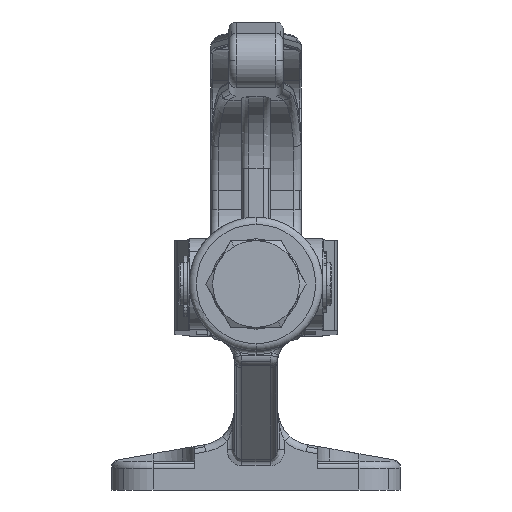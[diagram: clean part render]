
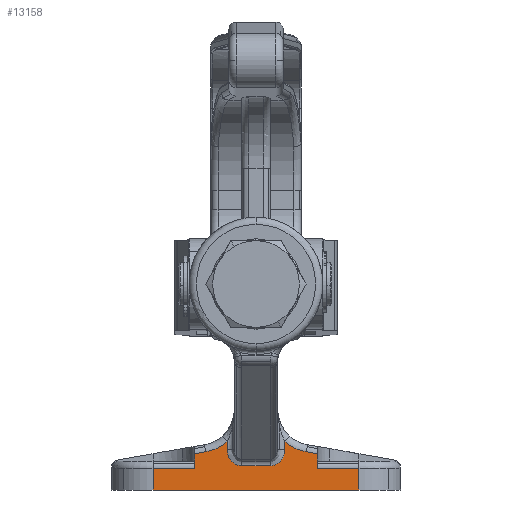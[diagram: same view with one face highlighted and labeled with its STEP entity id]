
A CAD part, left-side view. The second image highlights one B-rep face of the part: STEP entity #13158.
In plain terms, the highlighted planar face has unit normal (-1, 0, 0).
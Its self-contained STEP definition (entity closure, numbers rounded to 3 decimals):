
#6371=CARTESIAN_POINT('',(-33.833,51.375,10.025));
#6372=VERTEX_POINT('',#6371);
#6380=CARTESIAN_POINT('',(-33.833,48.291,10.568));
#6381=VERTEX_POINT('',#6380);
#6382=CARTESIAN_POINT('',(-33.833,51.375,10.025));
#6383=DIRECTION('',(0.0,-0.985,0.174));
#6384=VECTOR('',#6383,3.131);
#6385=LINE('',#6382,#6384);
#6386=EDGE_CURVE('',#6372,#6381,#6385,.T.);
#6477=CARTESIAN_POINT('',(-33.833,42.375,13.442));
#6478=VERTEX_POINT('',#6477);
#6490=CARTESIAN_POINT('',(-33.833,42.375,11.139));
#6491=VERTEX_POINT('',#6490);
#6492=CARTESIAN_POINT('',(-33.833,42.375,13.442));
#6493=DIRECTION('',(0.0,0.0,-1.0));
#6494=VECTOR('',#6493,2.302);
#6495=LINE('',#6492,#6494);
#6496=EDGE_CURVE('',#6478,#6491,#6495,.T.);
#6759=CARTESIAN_POINT('',(-33.833,20.459,10.568));
#6760=VERTEX_POINT('',#6759);
#6768=CARTESIAN_POINT('',(-33.833,17.375,10.025));
#6769=VERTEX_POINT('',#6768);
#6770=CARTESIAN_POINT('',(-33.833,20.459,10.568));
#6771=DIRECTION('',(0.0,-0.985,-0.174));
#6772=VECTOR('',#6771,3.131);
#6773=LINE('',#6770,#6772);
#6774=EDGE_CURVE('',#6760,#6769,#6773,.T.);
#6801=CARTESIAN_POINT('',(-33.833,26.375,11.139));
#6802=VERTEX_POINT('',#6801);
#6810=CARTESIAN_POINT('',(-33.833,26.375,13.442));
#6811=VERTEX_POINT('',#6810);
#6812=CARTESIAN_POINT('',(-33.833,26.375,11.139));
#6813=DIRECTION('',(0.0,0.0,1.0));
#6814=VECTOR('',#6813,2.302);
#6815=LINE('',#6812,#6814);
#6816=EDGE_CURVE('',#6802,#6811,#6815,.T.);
#7225=CARTESIAN_POINT('',(-33.833,62.875,0.0));
#7226=VERTEX_POINT('',#7225);
#7234=CARTESIAN_POINT('',(-33.833,62.875,6.));
#7235=VERTEX_POINT('',#7234);
#7236=CARTESIAN_POINT('',(-33.833,62.875,0.0));
#7237=DIRECTION('',(0.0,0.0,1.0));
#7238=VECTOR('',#7237,6.);
#7239=LINE('',#7236,#7238);
#7240=EDGE_CURVE('',#7226,#7235,#7239,.T.);
#8859=CARTESIAN_POINT('',(-33.833,5.875,0.0));
#8860=VERTEX_POINT('',#8859);
#8868=CARTESIAN_POINT('',(-33.833,62.875,0.0));
#8869=DIRECTION('',(0.0,-1.0,0.0));
#8870=VECTOR('',#8869,57.);
#8871=LINE('',#8868,#8870);
#8872=EDGE_CURVE('',#7226,#8860,#8871,.T.);
#11687=CARTESIAN_POINT('',(-33.833,38.375,6.726));
#11688=VERTEX_POINT('',#11687);
#11689=CARTESIAN_POINT('',(-33.833,38.375,11.139));
#11690=DIRECTION('',(-1.0,0.0,0.0));
#11691=DIRECTION('',(0.0,0.0,-1.0));
#11692=AXIS2_PLACEMENT_3D('',#11689,#11690,#11691);
#11693=ELLIPSE('',#11692,4.414,4.0);
#11694=EDGE_CURVE('',#6491,#11688,#11693,.T.);
#11716=CARTESIAN_POINT('',(-33.833,30.375,6.726));
#11717=VERTEX_POINT('',#11716);
#11718=CARTESIAN_POINT('',(-33.833,38.375,6.726));
#11719=DIRECTION('',(0.0,-1.0,0.0));
#11720=VECTOR('',#11719,8.);
#11721=LINE('',#11718,#11720);
#11722=EDGE_CURVE('',#11688,#11717,#11721,.T.);
#11787=CARTESIAN_POINT('',(-33.833,30.375,11.139));
#11788=DIRECTION('',(-1.0,0.0,0.0));
#11789=DIRECTION('',(0.0,0.0,-1.0));
#11790=AXIS2_PLACEMENT_3D('',#11787,#11788,#11789);
#11791=ELLIPSE('',#11790,4.414,4.);
#11792=EDGE_CURVE('',#11717,#6802,#11791,.T.);
#12158=CARTESIAN_POINT('',(-33.833,17.375,6.));
#12159=VERTEX_POINT('',#12158);
#12160=CARTESIAN_POINT('',(-33.833,17.375,6.));
#12161=DIRECTION('',(0.0,0.0,1.0));
#12162=VECTOR('',#12161,4.025);
#12163=LINE('',#12160,#12162);
#12164=EDGE_CURVE('',#12159,#6769,#12163,.T.);
#12665=CARTESIAN_POINT('',(-33.833,51.375,6.));
#12666=VERTEX_POINT('',#12665);
#12674=CARTESIAN_POINT('',(-33.833,51.375,10.025));
#12675=DIRECTION('',(0.0,0.0,-1.0));
#12676=VECTOR('',#12675,4.025);
#12677=LINE('',#12674,#12676);
#12678=EDGE_CURVE('',#6372,#12666,#12677,.T.);
#12904=CARTESIAN_POINT('',(-33.833,62.875,6.));
#12905=DIRECTION('',(0.0,-1.0,0.0));
#12906=VECTOR('',#12905,11.5);
#12907=LINE('',#12904,#12906);
#12908=EDGE_CURVE('',#7235,#12666,#12907,.T.);
#13111=CARTESIAN_POINT('',(-33.833,-5.625,0.0));
#13112=DIRECTION('',(-1.0,0.0,0.0));
#13113=DIRECTION('',(0.0,0.0,1.0));
#13114=AXIS2_PLACEMENT_3D('',#13111,#13112,#13113);
#13115=PLANE('',#13114);
#13116=ORIENTED_EDGE('',*,*,#6386,.F.);
#13117=ORIENTED_EDGE('',*,*,#12678,.T.);
#13118=ORIENTED_EDGE('',*,*,#12908,.F.);
#13119=ORIENTED_EDGE('',*,*,#7240,.F.);
#13120=ORIENTED_EDGE('',*,*,#8872,.T.);
#13121=CARTESIAN_POINT('',(-33.833,5.875,6.));
#13122=VERTEX_POINT('',#13121);
#13123=CARTESIAN_POINT('',(-33.833,5.875,6.));
#13124=DIRECTION('',(0.0,0.0,-1.0));
#13125=VECTOR('',#13124,6.);
#13126=LINE('',#13123,#13125);
#13127=EDGE_CURVE('',#13122,#8860,#13126,.T.);
#13128=ORIENTED_EDGE('',*,*,#13127,.F.);
#13129=CARTESIAN_POINT('',(-33.833,17.375,6.));
#13130=DIRECTION('',(0.0,-1.0,0.0));
#13131=VECTOR('',#13130,11.5);
#13132=LINE('',#13129,#13131);
#13133=EDGE_CURVE('',#12159,#13122,#13132,.T.);
#13134=ORIENTED_EDGE('',*,*,#13133,.F.);
#13135=ORIENTED_EDGE('',*,*,#12164,.T.);
#13136=ORIENTED_EDGE('',*,*,#6774,.F.);
#13137=CARTESIAN_POINT('',(-33.833,18.375,22.386));
#13138=DIRECTION('',(-1.0,0.,0.));
#13139=DIRECTION('',(0.,0.523,-0.852));
#13140=AXIS2_PLACEMENT_3D('',#13137,#13138,#13139);
#13141=CIRCLE('',#13140,12.0);
#13142=EDGE_CURVE('',#6811,#6760,#13141,.T.);
#13143=ORIENTED_EDGE('',*,*,#13142,.F.);
#13144=ORIENTED_EDGE('',*,*,#6816,.F.);
#13145=ORIENTED_EDGE('',*,*,#11792,.F.);
#13146=ORIENTED_EDGE('',*,*,#11722,.F.);
#13147=ORIENTED_EDGE('',*,*,#11694,.F.);
#13148=ORIENTED_EDGE('',*,*,#6496,.F.);
#13149=CARTESIAN_POINT('',(-33.833,50.375,22.386));
#13150=DIRECTION('',(-1.0,0.,0.));
#13151=DIRECTION('',(0.,-0.523,-0.852));
#13152=AXIS2_PLACEMENT_3D('',#13149,#13150,#13151);
#13153=CIRCLE('',#13152,12.);
#13154=EDGE_CURVE('',#6381,#6478,#13153,.T.);
#13155=ORIENTED_EDGE('',*,*,#13154,.F.);
#13156=EDGE_LOOP('',(#13116,#13117,#13118,#13119,#13120,#13128,#13134,#13135,#13136,#13143,#13144,#13145,#13146,#13147,#13148,#13155));
#13157=FACE_OUTER_BOUND('',#13156,.T.);
#13158=ADVANCED_FACE('',(#13157),#13115,.T.);
